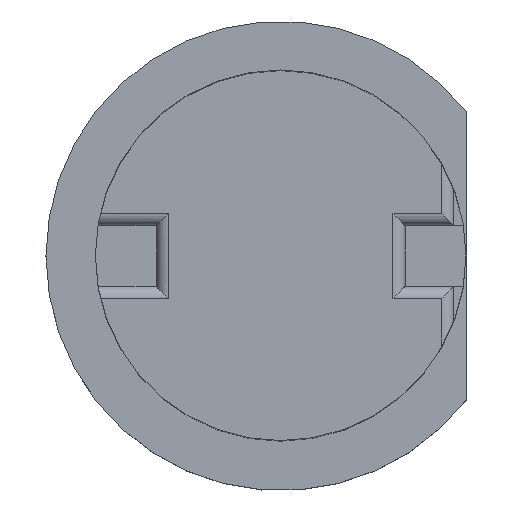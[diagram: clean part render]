
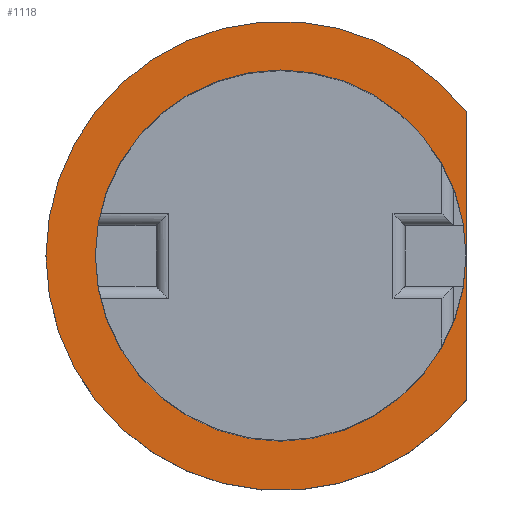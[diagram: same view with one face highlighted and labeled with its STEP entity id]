
A CAD part, top view. The second image highlights one B-rep face of the part: STEP entity #1118.
In plain terms, the highlighted planar face has unit normal (0, 0, 1).
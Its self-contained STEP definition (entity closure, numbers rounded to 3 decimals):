
#120 = PLANE ( 'NONE',  #727 ) ;
#142 = CARTESIAN_POINT ( 'NONE',  ( 0., 0., 0.8 ) ) ;
#147 = ORIENTED_EDGE ( 'NONE', *, *, #573, .F. ) ;
#181 = VERTEX_POINT ( 'NONE', #1221 ) ;
#235 = EDGE_LOOP ( 'NONE', ( #327, #147, #866 ) ) ;
#247 = AXIS2_PLACEMENT_3D ( 'NONE', #850, #1803, #1326 ) ;
#291 = ORIENTED_EDGE ( 'NONE', *, *, #1644, .F. ) ;
#299 = DIRECTION ( 'NONE',  ( -1., 0., 0. ) ) ;
#327 = ORIENTED_EDGE ( 'NONE', *, *, #1560, .F. ) ;
#428 = CARTESIAN_POINT ( 'NONE',  ( 0., 0., 0.8 ) ) ;
#440 = CIRCLE ( 'NONE', #1984, 1.925 ) ;
#542 = CIRCLE ( 'NONE', #1226, 1.52 ) ;
#573 = EDGE_CURVE ( 'NONE', #181, #996, #440, .T. ) ;
#602 = DIRECTION ( 'NONE',  ( 0., 0., 1. ) ) ;
#610 = DIRECTION ( 'NONE',  ( 0., -1., 0. ) ) ;
#680 = VERTEX_POINT ( 'NONE', #1950 ) ;
#684 = CARTESIAN_POINT ( 'NONE',  ( 1.52, 0., 0.8 ) ) ;
#702 = CARTESIAN_POINT ( 'NONE',  ( 1.52, 1.181, 0.8 ) ) ;
#714 = LINE ( 'NONE', #763, #1415 ) ;
#727 = AXIS2_PLACEMENT_3D ( 'NONE', #1115, #1238, #299 ) ;
#763 = CARTESIAN_POINT ( 'NONE',  ( 1.52, 1.181, 0.8 ) ) ;
#767 = EDGE_CURVE ( 'NONE', #955, #680, #542, .T. ) ;
#850 = CARTESIAN_POINT ( 'NONE',  ( 0., 0., 0.8 ) ) ;
#866 = ORIENTED_EDGE ( 'NONE', *, *, #961, .F. ) ;
#924 = DIRECTION ( 'NONE',  ( -1., 0., 0. ) ) ;
#955 = VERTEX_POINT ( 'NONE', #684 ) ;
#961 = EDGE_CURVE ( 'NONE', #1212, #181, #1753, .T. ) ;
#996 = VERTEX_POINT ( 'NONE', #702 ) ;
#1115 = CARTESIAN_POINT ( 'NONE',  ( 0.047, 0., 0.8 ) ) ;
#1118 = ADVANCED_FACE ( 'NONE', ( #2069, #1273 ), #120, .F. ) ;
#1145 = DIRECTION ( 'NONE',  ( -1., 0., 0. ) ) ;
#1212 = VERTEX_POINT ( 'NONE', #1401 ) ;
#1215 = EDGE_LOOP ( 'NONE', ( #291, #1264 ) ) ;
#1221 = CARTESIAN_POINT ( 'NONE',  ( -1.925, 0., 0.8 ) ) ;
#1226 = AXIS2_PLACEMENT_3D ( 'NONE', #428, #602, #1447 ) ;
#1238 = DIRECTION ( 'NONE',  ( 0., 0., -1. ) ) ;
#1264 = ORIENTED_EDGE ( 'NONE', *, *, #767, .F. ) ;
#1273 = FACE_OUTER_BOUND ( 'NONE', #235, .T. ) ;
#1318 = DIRECTION ( 'NONE',  ( 0., 0., 1. ) ) ;
#1326 = DIRECTION ( 'NONE',  ( -1., 0., 0. ) ) ;
#1401 = CARTESIAN_POINT ( 'NONE',  ( 1.52, -1.181, 0.8 ) ) ;
#1415 = VECTOR ( 'NONE', #610, 1000. ) ;
#1447 = DIRECTION ( 'NONE',  ( -1., 0., 0. ) ) ;
#1560 = EDGE_CURVE ( 'NONE', #996, #1212, #714, .T. ) ;
#1644 = EDGE_CURVE ( 'NONE', #680, #955, #1825, .T. ) ;
#1735 = CARTESIAN_POINT ( 'NONE',  ( 0., 0., 0.8 ) ) ;
#1753 = CIRCLE ( 'NONE', #247, 1.925 ) ;
#1757 = AXIS2_PLACEMENT_3D ( 'NONE', #142, #1318, #1145 ) ;
#1803 = DIRECTION ( 'NONE',  ( 0., 0., -1. ) ) ;
#1825 = CIRCLE ( 'NONE', #1757, 1.52 ) ;
#1950 = CARTESIAN_POINT ( 'NONE',  ( -1.52, 0., 0.8 ) ) ;
#1984 = AXIS2_PLACEMENT_3D ( 'NONE', #1735, #2073, #924 ) ;
#2069 = FACE_BOUND ( 'NONE', #1215, .T. ) ;
#2073 = DIRECTION ( 'NONE',  ( 0., 0., -1. ) ) ;
